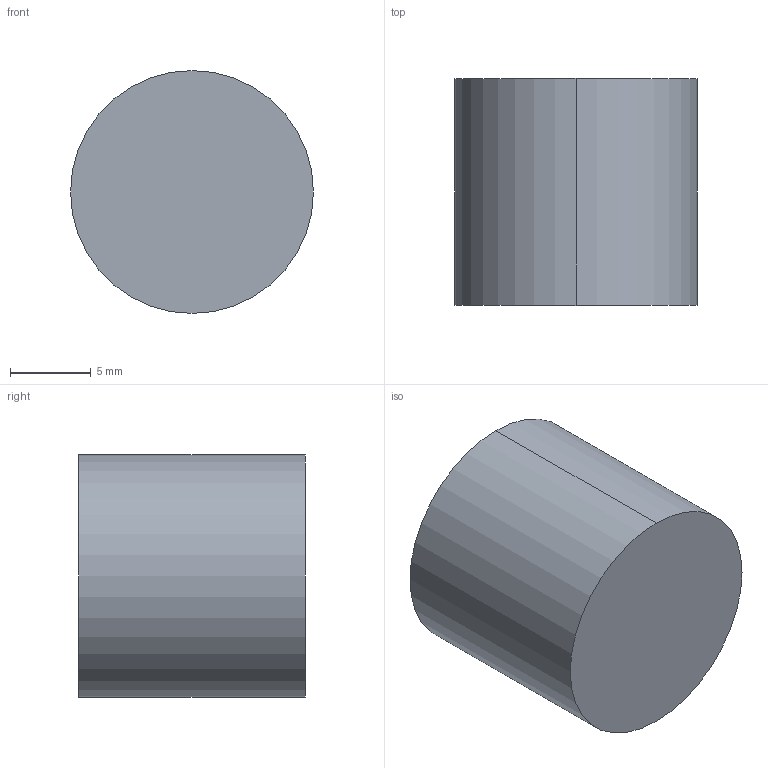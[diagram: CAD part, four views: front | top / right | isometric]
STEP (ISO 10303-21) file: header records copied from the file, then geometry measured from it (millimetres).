
FILE_DESCRIPTION (( 'STEP AP214' ), '1' );
FILE_NAME ('handle_screw.STEP', '2025-07-14T16:34:16', ( '' ), ( '' ), 'SwSTEP 2.0', 'SolidWorks 2025', '' );
FILE_SCHEMA (( 'AUTOMOTIVE_DESIGN' ));
Length unit declared in the file: millimetre
Products named in the file (1): handle_screw
Bounding box: 15 x 14 x 15 mm (x, y, z)
Volume: 1932.7 mm3; surface area: 1272.3 mm2
Topology: 1 solids, 1 shells, 8 faces, 16 edges, 9 vertices
Faces by surface type: cylinder 4, cone 2, plane 2
Entity records: 221 total; most frequent: DIRECTION 40, CARTESIAN_POINT 32, ORIENTED_EDGE 28, AXIS2_PLACEMENT_3D 17, EDGE_CURVE 14, VERTEX_POINT 9, EDGE_LOOP 9, CIRCLE 8
